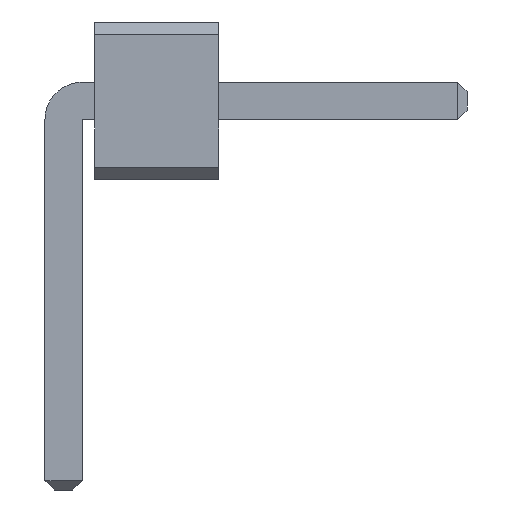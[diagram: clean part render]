
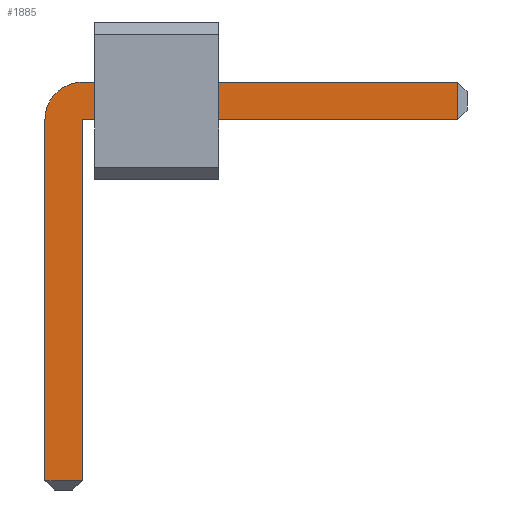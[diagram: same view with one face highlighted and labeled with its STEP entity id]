
A CAD part, front view. The second image highlights one B-rep face of the part: STEP entity #1885.
In plain terms, the highlighted planar face has unit normal (0, -1, 0).
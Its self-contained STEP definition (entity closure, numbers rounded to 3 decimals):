
#13=DIRECTION('',(0.,0.,1.));
#796=VECTOR('',#13,1.);
#1656=DIRECTION('',(0.,0.,-1.));
#1688=VECTOR('',#1689,1.);
#1689=DIRECTION('',(1.,0.,0.));
#1695=VECTOR('',#1656,1.);
#1702=VECTOR('',#1703,1.);
#1703=DIRECTION('',(-1.,0.,0.));
#1724=DIRECTION('',(-0.,1.,0.));
#1728=DIRECTION('',(0.,1.,0.));
#1729=DIRECTION('',(0.,0.,1.));
#1736=VERTEX_POINT('',#1737);
#1737=CARTESIAN_POINT('',(0.15,-12.15,0.785));
#1739=ORIENTED_EDGE('',*,*,#1740,.T.);
#1740=EDGE_CURVE('',#1736,#1741,#1743,.T.);
#1741=VERTEX_POINT('',#1742);
#1742=CARTESIAN_POINT('',(3.175,-12.15,0.785));
#1743=LINE('',#1744,#1688);
#1744=CARTESIAN_POINT('',(-0.15,-12.15,0.785));
#1781=EDGE_CURVE('',#1782,#1736,#1784,.T.);
#1782=VERTEX_POINT('',#1783);
#1783=CARTESIAN_POINT('',(-0.15,-12.15,0.485));
#1784=CIRCLE('',#1785,0.3);
#1785=AXIS2_PLACEMENT_3D('',#1786,#1724,#1656);
#1786=CARTESIAN_POINT('',(0.15,-12.15,0.485));
#1798=VERTEX_POINT('',#1799);
#1799=CARTESIAN_POINT('',(3.175,-12.15,0.485));
#1801=ORIENTED_EDGE('',*,*,#1802,.T.);
#1802=EDGE_CURVE('',#1798,#1803,#1804,.T.);
#1803=VERTEX_POINT('',#1786);
#1804=LINE('',#1805,#1702);
#1805=CARTESIAN_POINT('',(3.25,-12.15,0.485));
#1817=VERTEX_POINT('',#1818);
#1818=CARTESIAN_POINT('',(-0.15,-12.15,-2.425));
#1820=ORIENTED_EDGE('',*,*,#1821,.T.);
#1821=EDGE_CURVE('',#1817,#1782,#1822,.T.);
#1822=LINE('',#1823,#796);
#1823=CARTESIAN_POINT('',(-0.15,-12.15,-2.5));
#1831=ORIENTED_EDGE('',*,*,#1832,.T.);
#1832=EDGE_CURVE('',#1803,#1833,#1835,.T.);
#1833=VERTEX_POINT('',#1834);
#1834=CARTESIAN_POINT('',(0.15,-12.15,-2.425));
#1835=LINE('',#1786,#1695);
#1885=ADVANCED_FACE('',(#1886),#1895,.F.);
#1886=FACE_BOUND('',#1887,.F.);
#1887=EDGE_LOOP('',(#1739,#1888,#1801,#1831,#1891,#1820,#1894));
#1888=ORIENTED_EDGE('',*,*,#1889,.T.);
#1889=EDGE_CURVE('',#1741,#1798,#1890,.T.);
#1890=LINE('',#1742,#1695);
#1891=ORIENTED_EDGE('',*,*,#1892,.T.);
#1892=EDGE_CURVE('',#1833,#1817,#1893,.T.);
#1893=LINE('',#1834,#1702);
#1894=ORIENTED_EDGE('',*,*,#1781,.T.);
#1895=PLANE('',#1896);
#1896=AXIS2_PLACEMENT_3D('',#1897,#1728,#1729);
#1897=CARTESIAN_POINT('',(0.858,-12.15,-0.165));
